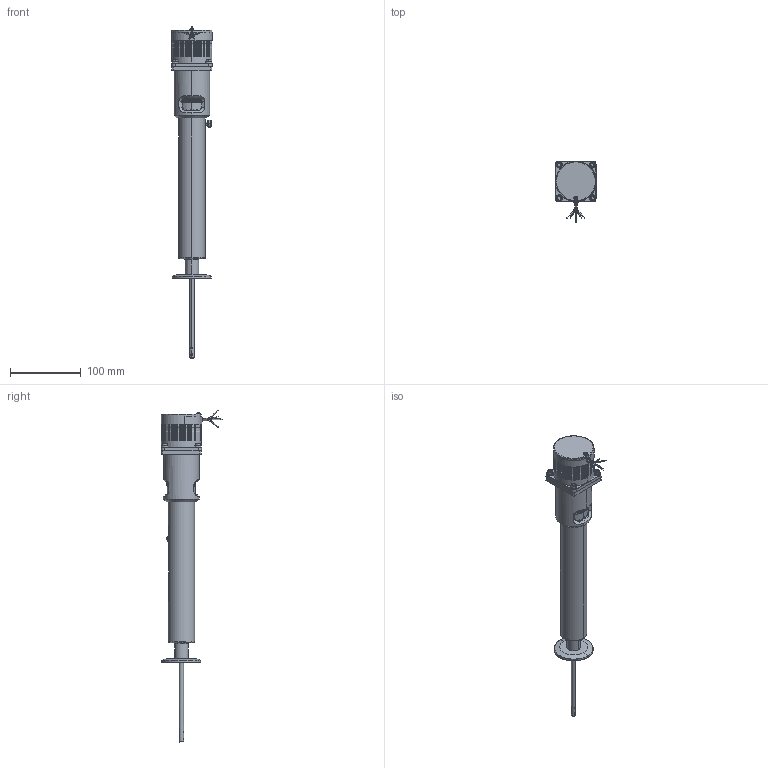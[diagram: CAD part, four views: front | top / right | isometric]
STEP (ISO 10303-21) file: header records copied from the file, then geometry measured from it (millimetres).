
FILE_DESCRIPTION (( 'STEP AP203' ), '1' );
FILE_NAME ('113081.11.stp', '2019-03-12T20:03:46', ( '' ), ( '' ), 'SwSTEP 2.0', 'SolidWorks 2012', '' );
FILE_SCHEMA (( 'CONFIG_CONTROL_DESIGN' ));
Length unit declared in the file: centimetre
Products named in the file (1): 113081.11
Bounding box: 57.4 x 86.93 x 468.47 mm (x, y, z)
Volume: 514087.3 mm3; surface area: 66627.3 mm2
Topology: 1 solids, 8 shells, 1623 faces, 4447 edges, 2902 vertices
Faces by surface type: cylinder 640, plane 599, bspline 199, cone 185
Entity records: 98841 total; most frequent: CARTESIAN_POINT 60254, ORIENTED_EDGE 8862, DIRECTION 7191, EDGE_CURVE 4431, VERTEX_POINT 2894, AXIS2_PLACEMENT_3D 2645, VECTOR 1901, LINE 1901
